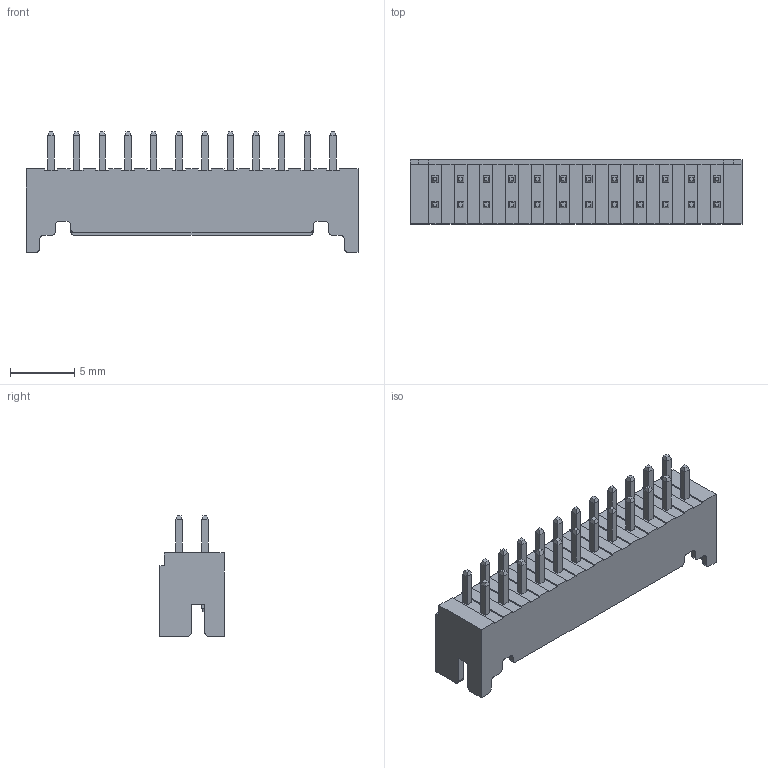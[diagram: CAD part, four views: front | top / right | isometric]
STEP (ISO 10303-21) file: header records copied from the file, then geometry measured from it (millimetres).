
FILE_DESCRIPTION((''),'2;1');
FILE_NAME('FWF20005-D20S22W5B','2025-06-09T',('工程三'),(''),'PRO/ENGINEER BY PARAMETRIC TECHNOLOGY CORPORATION, 2010280','PRO/ENGINEER BY PARAMETRIC TECHNOLOGY CORPORATION, 2010280','');
FILE_SCHEMA(('CONFIG_CONTROL_DESIGN'));
Length unit declared in the file: millimetre
Products named in the file (1): FWF20005-D20S22W5B
Bounding box: 25.9 x 5 x 9.4 mm (x, y, z)
Volume: 282.3 mm3; surface area: 1104.6 mm2
Topology: 1 solids, 1 shells, 562 faces, 1350 edges, 836 vertices
Faces by surface type: plane 534, cylinder 28
Entity records: 15820 total; most frequent: CARTESIAN_POINT 2748, ORIENTED_EDGE 2700, DIRECTION 2530, EDGE_CURVE 1350, VECTOR 1294, LINE 1294, VERTEX_POINT 836, AXIS2_PLACEMENT_3D 618
